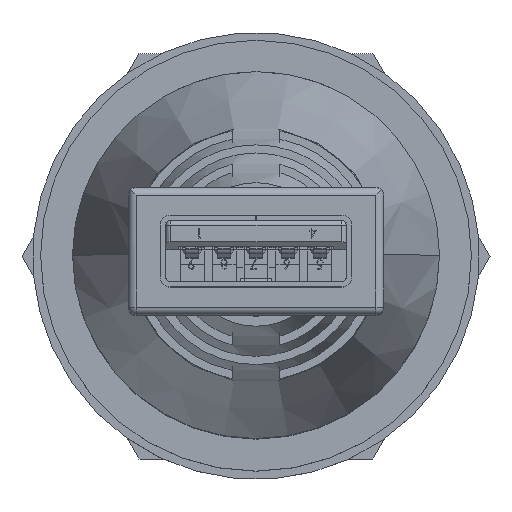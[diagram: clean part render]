
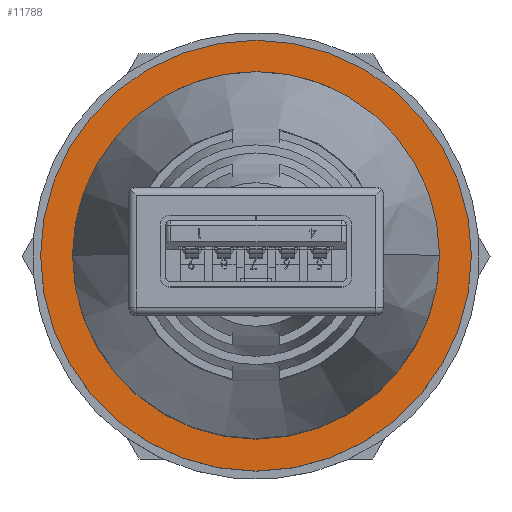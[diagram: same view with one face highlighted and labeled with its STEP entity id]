
A CAD part, top view. The second image highlights one B-rep face of the part: STEP entity #11788.
In plain terms, the highlighted planar face has unit normal (0, 0, 1).
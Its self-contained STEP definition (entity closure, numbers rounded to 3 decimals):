
#174 = EDGE_CURVE ( 'NONE', #9442, #139872, #112431, .T. ) ;
#1250 = CARTESIAN_POINT ( 'NONE',  ( 0., 0., -7.2 ) ) ;
#2579 = CARTESIAN_POINT ( 'NONE',  ( 13.5, 0., -7.2 ) ) ;
#4544 = DIRECTION ( 'NONE',  ( -1., 0., 0. ) ) ;
#5770 = CARTESIAN_POINT ( 'NONE',  ( -13.5, 0., -7.2 ) ) ;
#9216 = EDGE_CURVE ( 'NONE', #44880, #34951, #58690, .T. ) ;
#9442 = VERTEX_POINT ( 'NONE', #37232 ) ;
#11788 = ADVANCED_FACE ( 'NONE', ( #70549, #66995 ), #49173, .F. ) ;
#13597 = EDGE_LOOP ( 'NONE', ( #15991, #71288 ) ) ;
#15991 = ORIENTED_EDGE ( 'NONE', *, *, #174, .T. ) ;
#19122 = DIRECTION ( 'NONE',  ( 0., 0., -1. ) ) ;
#24471 = CARTESIAN_POINT ( 'NONE',  ( 0., 0., -7.2 ) ) ;
#33189 = CIRCLE ( 'NONE', #92161, 13.5 ) ;
#34951 = VERTEX_POINT ( 'NONE', #5770 ) ;
#35612 = DIRECTION ( 'NONE',  ( -1., 0., 0. ) ) ;
#37232 = CARTESIAN_POINT ( 'NONE',  ( -10.5, 0., -7.2 ) ) ;
#40148 = EDGE_LOOP ( 'NONE', ( #75660, #96053 ) ) ;
#44880 = VERTEX_POINT ( 'NONE', #2579 ) ;
#45277 = EDGE_CURVE ( 'NONE', #34951, #44880, #33189, .T. ) ;
#49173 = PLANE ( 'NONE',  #98541 ) ;
#57323 = DIRECTION ( 'NONE',  ( -1., 0., 0. ) ) ;
#58690 = CIRCLE ( 'NONE', #90850, 13.5 ) ;
#64737 = DIRECTION ( 'NONE',  ( -1., 0., 0. ) ) ;
#66995 = FACE_BOUND ( 'NONE', #13597, .T. ) ;
#67298 = AXIS2_PLACEMENT_3D ( 'NONE', #133015, #103083, #122158 ) ;
#70549 = FACE_OUTER_BOUND ( 'NONE', #40148, .T. ) ;
#71288 = ORIENTED_EDGE ( 'NONE', *, *, #119272, .T. ) ;
#75660 = ORIENTED_EDGE ( 'NONE', *, *, #45277, .F. ) ;
#82471 = AXIS2_PLACEMENT_3D ( 'NONE', #1250, #102808, #35612 ) ;
#86345 = CARTESIAN_POINT ( 'NONE',  ( 0., 0., -7.2 ) ) ;
#90850 = AXIS2_PLACEMENT_3D ( 'NONE', #24471, #102960, #57323 ) ;
#92161 = AXIS2_PLACEMENT_3D ( 'NONE', #86345, #19122, #64737 ) ;
#96053 = ORIENTED_EDGE ( 'NONE', *, *, #9216, .F. ) ;
#98541 = AXIS2_PLACEMENT_3D ( 'NONE', #127709, #139021, #4544 ) ;
#102808 = DIRECTION ( 'NONE',  ( 0., 0., -1. ) ) ;
#102960 = DIRECTION ( 'NONE',  ( 0., 0., -1. ) ) ;
#103083 = DIRECTION ( 'NONE',  ( 0., 0., -1. ) ) ;
#112431 = CIRCLE ( 'NONE', #82471, 10.5 ) ;
#117178 = CIRCLE ( 'NONE', #67298, 10.5 ) ;
#119272 = EDGE_CURVE ( 'NONE', #139872, #9442, #117178, .T. ) ;
#122158 = DIRECTION ( 'NONE',  ( -1., 0., 0. ) ) ;
#127709 = CARTESIAN_POINT ( 'NONE',  ( 13.5, 0., -7.2 ) ) ;
#133015 = CARTESIAN_POINT ( 'NONE',  ( 0., 0., -7.2 ) ) ;
#133846 = CARTESIAN_POINT ( 'NONE',  ( 10.5, 0., -7.2 ) ) ;
#139021 = DIRECTION ( 'NONE',  ( 0., 0., -1. ) ) ;
#139872 = VERTEX_POINT ( 'NONE', #133846 ) ;
